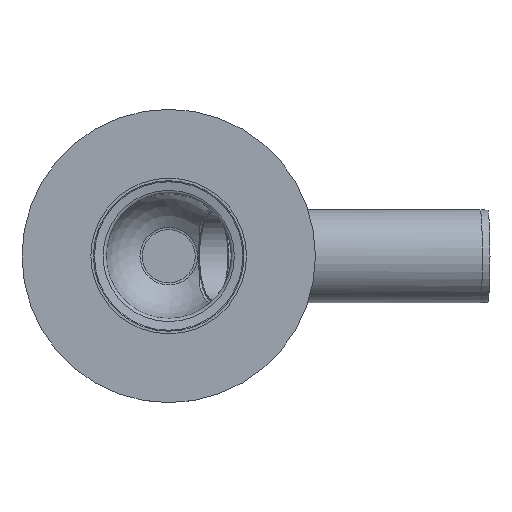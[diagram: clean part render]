
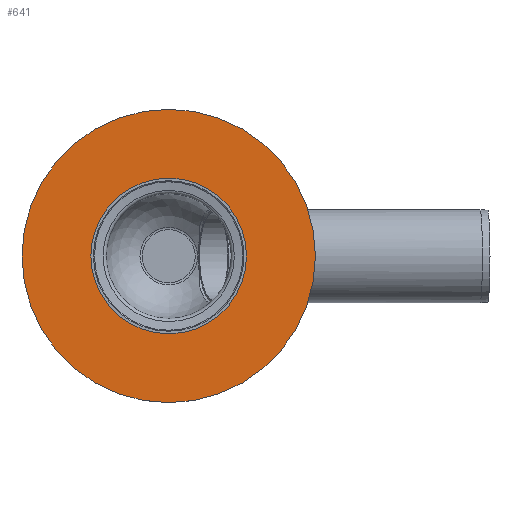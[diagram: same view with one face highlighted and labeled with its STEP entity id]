
A CAD part, top view. The second image highlights one B-rep face of the part: STEP entity #641.
In plain terms, the highlighted planar face has unit normal (0, 0, 1).
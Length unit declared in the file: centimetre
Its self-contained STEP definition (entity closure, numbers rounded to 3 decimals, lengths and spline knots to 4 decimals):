
#38=FACE_BOUND('',#190,.T.);
#142=FACE_OUTER_BOUND('',#189,.T.);
#189=EDGE_LOOP('',(#557));
#190=EDGE_LOOP('',(#558));
#253=CIRCLE('',#736,115.);
#255=CIRCLE('',#740,61.);
#311=VERTEX_POINT('',#1384);
#313=VERTEX_POINT('',#1391);
#393=EDGE_CURVE('',#311,#311,#253,.T.);
#396=EDGE_CURVE('',#313,#313,#255,.T.);
#557=ORIENTED_EDGE('',*,*,#393,.F.);
#558=ORIENTED_EDGE('',*,*,#396,.T.);
#607=PLANE('',#741);
#641=ADVANCED_FACE('',(#142,#38),#607,.T.);
#736=AXIS2_PLACEMENT_3D('',#1386,#933,#934);
#740=AXIS2_PLACEMENT_3D('',#1393,#942,#943);
#741=AXIS2_PLACEMENT_3D('',#1394,#944,#945);
#933=DIRECTION('center_axis',(0.,0.,-1.));
#934=DIRECTION('ref_axis',(-1.,0.,0.));
#942=DIRECTION('center_axis',(0.,0.,-1.));
#943=DIRECTION('ref_axis',(-1.,0.,0.));
#944=DIRECTION('center_axis',(0.,0.,1.));
#945=DIRECTION('ref_axis',(0.,-1.,0.));
#1384=CARTESIAN_POINT('',(1367.7566,333.8612,56.0228));
#1386=CARTESIAN_POINT('Origin',(1252.7566,333.8612,56.0228));
#1391=CARTESIAN_POINT('',(1313.7566,333.8612,56.0228));
#1393=CARTESIAN_POINT('Origin',(1252.7566,333.8612,56.0228));
#1394=CARTESIAN_POINT('Origin',(1164.7566,333.8612,56.0228));
